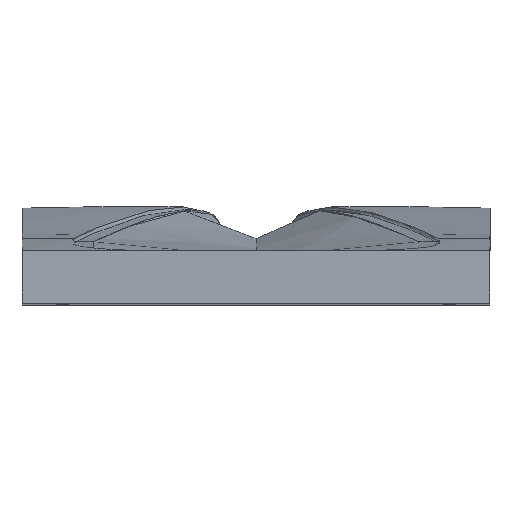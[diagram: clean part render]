
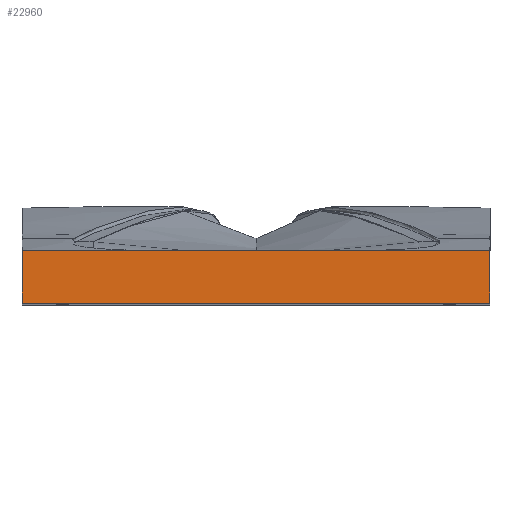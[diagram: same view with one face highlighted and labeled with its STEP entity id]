
A CAD part, top view. The second image highlights one B-rep face of the part: STEP entity #22960.
In plain terms, the highlighted planar face has unit normal (0, 0, 1).
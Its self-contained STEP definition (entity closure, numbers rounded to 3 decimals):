
#74 = LINE ( 'NONE', #4190, #752 ) ;
#388 = ORIENTED_EDGE ( 'NONE', *, *, #14980, .F. ) ;
#667 = CARTESIAN_POINT ( 'NONE',  ( -115., -39.816, 485. ) ) ;
#752 = VECTOR ( 'NONE', #14865, 1000. ) ;
#1455 = CARTESIAN_POINT ( 'NONE',  ( 115., -13.85, 485. ) ) ;
#2060 = VERTEX_POINT ( 'NONE', #4889 ) ;
#4190 = CARTESIAN_POINT ( 'NONE',  ( -115., -3.85, 485. ) ) ;
#4889 = CARTESIAN_POINT ( 'NONE',  ( 115., -13.85, 485. ) ) ;
#6498 = DIRECTION ( 'NONE',  ( -1., 0., 0. ) ) ;
#7891 = DIRECTION ( 'NONE',  ( 1., 0., 0. ) ) ;
#8012 = CARTESIAN_POINT ( 'NONE',  ( -115., -13.85, 485. ) ) ;
#8231 = LINE ( 'NONE', #1455, #11942 ) ;
#8738 = EDGE_CURVE ( 'NONE', #11845, #21854, #12019, .T. ) ;
#8987 = DIRECTION ( 'NONE',  ( 0., -1., 0. ) ) ;
#10685 = ORIENTED_EDGE ( 'NONE', *, *, #10886, .F. ) ;
#10886 = EDGE_CURVE ( 'NONE', #2060, #21854, #19646, .T. ) ;
#11845 = VERTEX_POINT ( 'NONE', #667 ) ;
#11942 = VECTOR ( 'NONE', #7891, 1000. ) ;
#12019 = LINE ( 'NONE', #15415, #27046 ) ;
#12802 = VERTEX_POINT ( 'NONE', #8012 ) ;
#13257 = DIRECTION ( 'NONE',  ( 1., 0., 0. ) ) ;
#14491 = ORIENTED_EDGE ( 'NONE', *, *, #15860, .T. ) ;
#14865 = DIRECTION ( 'NONE',  ( 0., -1., 0. ) ) ;
#14980 = EDGE_CURVE ( 'NONE', #12802, #2060, #8231, .T. ) ;
#15415 = CARTESIAN_POINT ( 'NONE',  ( 115., -39.816, 485. ) ) ;
#15625 = CARTESIAN_POINT ( 'NONE',  ( 115., -39.816, 485. ) ) ;
#15860 = EDGE_CURVE ( 'NONE', #12802, #11845, #74, .T. ) ;
#19317 = DIRECTION ( 'NONE',  ( 0., 0., -1. ) ) ;
#19646 = LINE ( 'NONE', #21815, #26667 ) ;
#21815 = CARTESIAN_POINT ( 'NONE',  ( 115., -3.85, 485. ) ) ;
#21854 = VERTEX_POINT ( 'NONE', #15625 ) ;
#22063 = FACE_OUTER_BOUND ( 'NONE', #22823, .T. ) ;
#22823 = EDGE_LOOP ( 'NONE', ( #26230, #10685, #388, #14491 ) ) ;
#22960 = ADVANCED_FACE ( 'NONE', ( #22063 ), #25359, .F. ) ;
#24122 = AXIS2_PLACEMENT_3D ( 'NONE', #24988, #19317, #6498 ) ;
#24988 = CARTESIAN_POINT ( 'NONE',  ( 115., -13.85, 485. ) ) ;
#25359 = PLANE ( 'NONE',  #24122 ) ;
#26230 = ORIENTED_EDGE ( 'NONE', *, *, #8738, .T. ) ;
#26667 = VECTOR ( 'NONE', #8987, 1000. ) ;
#27046 = VECTOR ( 'NONE', #13257, 1000. ) ;
